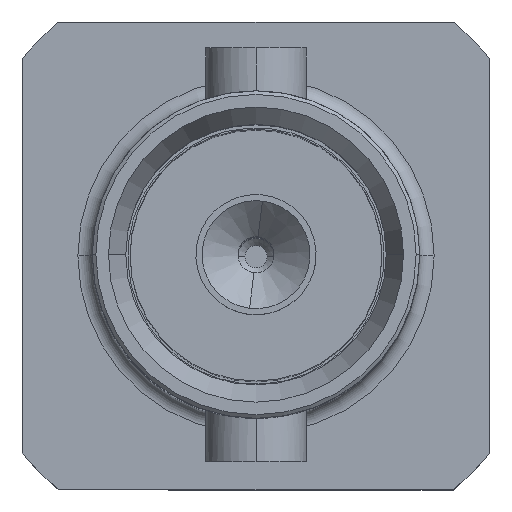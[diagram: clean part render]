
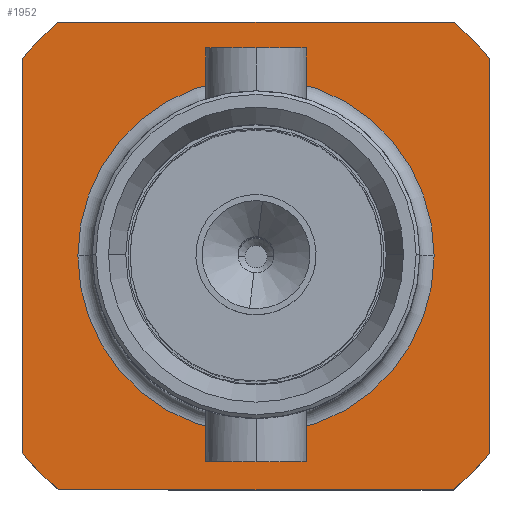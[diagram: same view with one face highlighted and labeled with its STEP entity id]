
A CAD part, top view. The second image highlights one B-rep face of the part: STEP entity #1952.
In plain terms, the highlighted planar face has unit normal (0, 0, 1).
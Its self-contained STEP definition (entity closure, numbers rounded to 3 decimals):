
#36 = CARTESIAN_POINT ( 'NONE',  ( 3.25, 2.739, 1.75 ) ) ;
#37 = CARTESIAN_POINT ( 'NONE',  ( 3.25, 4.25, 1.75 ) ) ;
#69 = CIRCLE ( 'NONE', #1541, 4.25 ) ;
#107 = DIRECTION ( 'NONE',  ( 0., 0., -1. ) ) ;
#121 = CIRCLE ( 'NONE', #1113, 4.25 ) ;
#147 = FACE_OUTER_BOUND ( 'NONE', #499, .T. ) ;
#160 = ORIENTED_EDGE ( 'NONE', *, *, #1512, .F. ) ;
#182 = CARTESIAN_POINT ( 'NONE',  ( -2.739, -3.25, 1.75 ) ) ;
#324 = VERTEX_POINT ( 'NONE', #2216 ) ;
#373 = CARTESIAN_POINT ( 'NONE',  ( 0., 0., 1.75 ) ) ;
#431 = ORIENTED_EDGE ( 'NONE', *, *, #1039, .T. ) ;
#499 = EDGE_LOOP ( 'NONE', ( #1864, #1450, #160, #1026, #1608, #2484, #1582, #1062 ) ) ;
#545 = CIRCLE ( 'NONE', #2860, 2.475 ) ;
#580 = CARTESIAN_POINT ( 'NONE',  ( 0., 0., 1.75 ) ) ;
#583 = AXIS2_PLACEMENT_3D ( 'NONE', #1756, #2655, #620 ) ;
#620 = DIRECTION ( 'NONE',  ( -1., 0., 0. ) ) ;
#621 = VERTEX_POINT ( 'NONE', #830 ) ;
#653 = DIRECTION ( 'NONE',  ( 0., 1., 0. ) ) ;
#725 = AXIS2_PLACEMENT_3D ( 'NONE', #580, #1489, #2393 ) ;
#738 = AXIS2_PLACEMENT_3D ( 'NONE', #1761, #1067, #1978 ) ;
#773 = CIRCLE ( 'NONE', #725, 2.475 ) ;
#830 = CARTESIAN_POINT ( 'NONE',  ( -2.475, 0., 1.75 ) ) ;
#851 = VERTEX_POINT ( 'NONE', #1366 ) ;
#865 = FACE_BOUND ( 'NONE', #1955, .T. ) ;
#867 = VECTOR ( 'NONE', #653, 1000. ) ;
#884 = VERTEX_POINT ( 'NONE', #1633 ) ;
#972 = CIRCLE ( 'NONE', #2624, 4.25 ) ;
#990 = EDGE_CURVE ( 'NONE', #1516, #1172, #1867, .T. ) ;
#1026 = ORIENTED_EDGE ( 'NONE', *, *, #2706, .F. ) ;
#1035 = PLANE ( 'NONE',  #738 ) ;
#1037 = VERTEX_POINT ( 'NONE', #182 ) ;
#1039 = EDGE_CURVE ( 'NONE', #884, #621, #773, .T. ) ;
#1062 = ORIENTED_EDGE ( 'NONE', *, *, #2698, .F. ) ;
#1066 = VECTOR ( 'NONE', #1653, 1000. ) ;
#1067 = DIRECTION ( 'NONE',  ( 0., 0., 1. ) ) ;
#1097 = DIRECTION ( 'NONE',  ( -1., 0., 0. ) ) ;
#1113 = AXIS2_PLACEMENT_3D ( 'NONE', #2228, #1813, #1097 ) ;
#1172 = VERTEX_POINT ( 'NONE', #36 ) ;
#1259 = DIRECTION ( 'NONE',  ( 1., 0., 0. ) ) ;
#1358 = VERTEX_POINT ( 'NONE', #1665 ) ;
#1366 = CARTESIAN_POINT ( 'NONE',  ( -3.25, -2.739, 1.75 ) ) ;
#1387 = LINE ( 'NONE', #37, #1066 ) ;
#1426 = EDGE_CURVE ( 'NONE', #1172, #1358, #1387, .T. ) ;
#1450 = ORIENTED_EDGE ( 'NONE', *, *, #2912, .F. ) ;
#1489 = DIRECTION ( 'NONE',  ( 0., 0., -1. ) ) ;
#1497 = CARTESIAN_POINT ( 'NONE',  ( 0., 0., 1.75 ) ) ;
#1501 = DIRECTION ( 'NONE',  ( -1., 0., 0. ) ) ;
#1512 = EDGE_CURVE ( 'NONE', #2032, #1037, #1920, .T. ) ;
#1515 = CARTESIAN_POINT ( 'NONE',  ( 0., 0., 1.75 ) ) ;
#1516 = VERTEX_POINT ( 'NONE', #2405 ) ;
#1541 = AXIS2_PLACEMENT_3D ( 'NONE', #1515, #2419, #2406 ) ;
#1582 = ORIENTED_EDGE ( 'NONE', *, *, #2913, .F. ) ;
#1608 = ORIENTED_EDGE ( 'NONE', *, *, #1426, .F. ) ;
#1633 = CARTESIAN_POINT ( 'NONE',  ( 2.475, 0., 1.75 ) ) ;
#1653 = DIRECTION ( 'NONE',  ( 0., -1., 0. ) ) ;
#1665 = CARTESIAN_POINT ( 'NONE',  ( 3.25, -2.739, 1.75 ) ) ;
#1701 = VERTEX_POINT ( 'NONE', #1809 ) ;
#1747 = ORIENTED_EDGE ( 'NONE', *, *, #1879, .T. ) ;
#1756 = CARTESIAN_POINT ( 'NONE',  ( 0., 0., 1.75 ) ) ;
#1761 = CARTESIAN_POINT ( 'NONE',  ( 0., 4.25, 1.75 ) ) ;
#1789 = CARTESIAN_POINT ( 'NONE',  ( -3.25, 4.25, 1.75 ) ) ;
#1809 = CARTESIAN_POINT ( 'NONE',  ( -2.739, 3.25, 1.75 ) ) ;
#1813 = DIRECTION ( 'NONE',  ( 0., 0., -1. ) ) ;
#1826 = VECTOR ( 'NONE', #1501, 1000. ) ;
#1842 = CARTESIAN_POINT ( 'NONE',  ( 2.739, -3.25, 1.75 ) ) ;
#1864 = ORIENTED_EDGE ( 'NONE', *, *, #2492, .F. ) ;
#1867 = CIRCLE ( 'NONE', #583, 4.25 ) ;
#1879 = EDGE_CURVE ( 'NONE', #621, #884, #545, .T. ) ;
#1920 = LINE ( 'NONE', #2158, #1826 ) ;
#1943 = DIRECTION ( 'NONE',  ( 0., 0., -1. ) ) ;
#1952 = ADVANCED_FACE ( 'NONE', ( #865, #147 ), #1035, .T. ) ;
#1955 = EDGE_LOOP ( 'NONE', ( #431, #1747 ) ) ;
#1978 = DIRECTION ( 'NONE',  ( 1., 0., 0. ) ) ;
#2006 = LINE ( 'NONE', #2680, #2212 ) ;
#2032 = VERTEX_POINT ( 'NONE', #1842 ) ;
#2158 = CARTESIAN_POINT ( 'NONE',  ( 0., -3.25, 1.75 ) ) ;
#2212 = VECTOR ( 'NONE', #2909, 1000. ) ;
#2216 = CARTESIAN_POINT ( 'NONE',  ( -3.25, 2.739, 1.75 ) ) ;
#2228 = CARTESIAN_POINT ( 'NONE',  ( 0., 0., 1.75 ) ) ;
#2393 = DIRECTION ( 'NONE',  ( 1., 0., 0. ) ) ;
#2405 = CARTESIAN_POINT ( 'NONE',  ( 2.739, 3.25, 1.75 ) ) ;
#2406 = DIRECTION ( 'NONE',  ( -1., 0., 0. ) ) ;
#2419 = DIRECTION ( 'NONE',  ( 0., 0., -1. ) ) ;
#2484 = ORIENTED_EDGE ( 'NONE', *, *, #990, .F. ) ;
#2492 = EDGE_CURVE ( 'NONE', #851, #324, #2902, .T. ) ;
#2624 = AXIS2_PLACEMENT_3D ( 'NONE', #373, #107, #2642 ) ;
#2642 = DIRECTION ( 'NONE',  ( -1., 0., 0. ) ) ;
#2655 = DIRECTION ( 'NONE',  ( 0., 0., -1. ) ) ;
#2680 = CARTESIAN_POINT ( 'NONE',  ( 0., 3.25, 1.75 ) ) ;
#2698 = EDGE_CURVE ( 'NONE', #324, #1701, #972, .T. ) ;
#2706 = EDGE_CURVE ( 'NONE', #1358, #2032, #69, .T. ) ;
#2860 = AXIS2_PLACEMENT_3D ( 'NONE', #1497, #1943, #1259 ) ;
#2902 = LINE ( 'NONE', #1789, #867 ) ;
#2909 = DIRECTION ( 'NONE',  ( 1., 0., 0. ) ) ;
#2912 = EDGE_CURVE ( 'NONE', #1037, #851, #121, .T. ) ;
#2913 = EDGE_CURVE ( 'NONE', #1701, #1516, #2006, .T. ) ;
